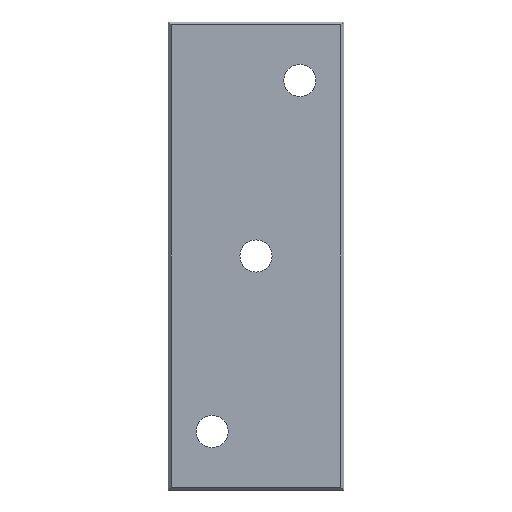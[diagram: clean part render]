
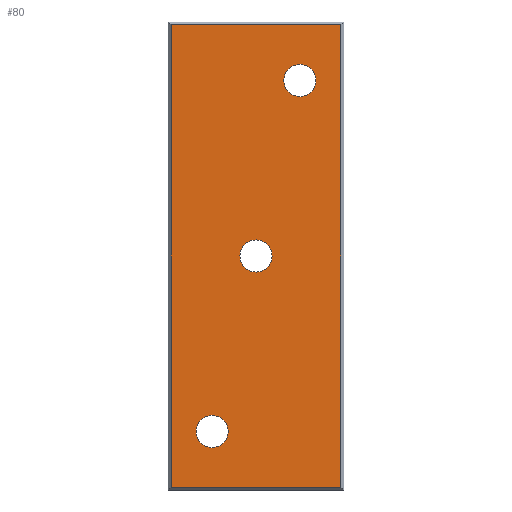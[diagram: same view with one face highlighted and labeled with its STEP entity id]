
A CAD part, front view. The second image highlights one B-rep face of the part: STEP entity #80.
In plain terms, the highlighted planar face has unit normal (0, -1, 0).
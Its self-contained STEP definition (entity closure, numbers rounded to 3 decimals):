
#80 = ADVANCED_FACE( '', ( #112, #113, #114, #115 ), #116, .T. );
#112 = FACE_BOUND( '', #182, .T. );
#113 = FACE_BOUND( '', #183, .T. );
#114 = FACE_BOUND( '', #184, .T. );
#115 = FACE_OUTER_BOUND( '', #185, .T. );
#116 = PLANE( '', #186 );
#182 = EDGE_LOOP( '', ( #277 ) );
#183 = EDGE_LOOP( '', ( #278 ) );
#184 = EDGE_LOOP( '', ( #279 ) );
#185 = EDGE_LOOP( '', ( #280, #281, #282, #283 ) );
#186 = AXIS2_PLACEMENT_3D( '', #284, #285, #286 );
#277 = ORIENTED_EDGE( '', *, *, #424, .F. );
#278 = ORIENTED_EDGE( '', *, *, #425, .F. );
#279 = ORIENTED_EDGE( '', *, *, #426, .F. );
#280 = ORIENTED_EDGE( '', *, *, #423, .F. );
#281 = ORIENTED_EDGE( '', *, *, #427, .T. );
#282 = ORIENTED_EDGE( '', *, *, #428, .T. );
#283 = ORIENTED_EDGE( '', *, *, #410, .T. );
#284 = CARTESIAN_POINT( '', ( -29., 0., -160. ) );
#285 = DIRECTION( '', ( 0., -1., 0. ) );
#286 = DIRECTION( '', ( 0., 0., -1. ) );
#410 = EDGE_CURVE( '', #457, #458, #459, .T. );
#423 = EDGE_CURVE( '', #478, #458, #480, .T. );
#424 = EDGE_CURVE( '', #481, #481, #482, .T. );
#425 = EDGE_CURVE( '', #483, #483, #484, .T. );
#426 = EDGE_CURVE( '', #485, #485, #486, .T. );
#427 = EDGE_CURVE( '', #478, #487, #488, .T. );
#428 = EDGE_CURVE( '', #487, #457, #489, .T. );
#457 = VERTEX_POINT( '', #535 );
#458 = VERTEX_POINT( '', #536 );
#459 = LINE( '', #537, #538 );
#478 = VERTEX_POINT( '', #568 );
#480 = LINE( '', #571, #572 );
#481 = VERTEX_POINT( '', #573 );
#482 = CIRCLE( '', #574, 5.5 );
#483 = VERTEX_POINT( '', #575 );
#484 = CIRCLE( '', #576, 5.5 );
#485 = VERTEX_POINT( '', #577 );
#486 = CIRCLE( '', #578, 5.5 );
#487 = VERTEX_POINT( '', #579 );
#488 = LINE( '', #580, #581 );
#489 = LINE( '', #582, #583 );
#535 = CARTESIAN_POINT( '', ( 29., 0., -1. ) );
#536 = CARTESIAN_POINT( '', ( -29., 0., -1. ) );
#537 = CARTESIAN_POINT( '', ( -29., 0., -1. ) );
#538 = VECTOR( '', #629, 1000. );
#568 = CARTESIAN_POINT( '', ( -29., 0., -159. ) );
#571 = CARTESIAN_POINT( '', ( -29., 0., -160. ) );
#572 = VECTOR( '', #642, 1000. );
#573 = CARTESIAN_POINT( '', ( 0., 0., -85.5 ) );
#574 = AXIS2_PLACEMENT_3D( '', #643, #644, #645 );
#575 = CARTESIAN_POINT( '', ( -15., 0., -145.5 ) );
#576 = AXIS2_PLACEMENT_3D( '', #646, #647, #648 );
#577 = CARTESIAN_POINT( '', ( 15., 0., -25.5 ) );
#578 = AXIS2_PLACEMENT_3D( '', #649, #650, #651 );
#579 = CARTESIAN_POINT( '', ( 29., 0., -159. ) );
#580 = CARTESIAN_POINT( '', ( -29., 0., -159. ) );
#581 = VECTOR( '', #652, 1000. );
#582 = CARTESIAN_POINT( '', ( 29., 0., -160. ) );
#583 = VECTOR( '', #653, 1000. );
#629 = DIRECTION( '', ( -1., 0., 0. ) );
#642 = DIRECTION( '', ( 0., 0., 1. ) );
#643 = CARTESIAN_POINT( '', ( 0., 0., -80. ) );
#644 = DIRECTION( '', ( 0., -1., 0. ) );
#645 = DIRECTION( '', ( 0., 0., -1. ) );
#646 = CARTESIAN_POINT( '', ( -15., 0., -140. ) );
#647 = DIRECTION( '', ( 0., -1., 0. ) );
#648 = DIRECTION( '', ( 0., 0., -1. ) );
#649 = CARTESIAN_POINT( '', ( 15., 0., -20. ) );
#650 = DIRECTION( '', ( 0., -1., 0. ) );
#651 = DIRECTION( '', ( 0., 0., -1. ) );
#652 = DIRECTION( '', ( 1., 0., 0. ) );
#653 = DIRECTION( '', ( 0., 0., 1. ) );
